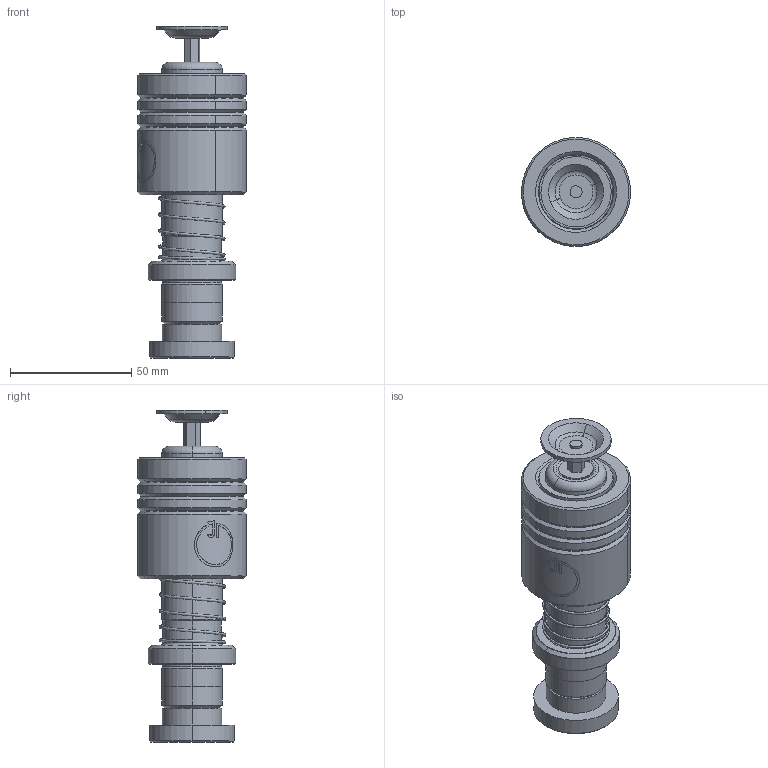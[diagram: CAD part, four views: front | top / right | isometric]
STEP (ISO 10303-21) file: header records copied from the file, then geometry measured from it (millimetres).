
FILE_DESCRIPTION (( 'STEP AP214' ), '1' );
FILE_NAME ('HMSH(HMJH)-D25-L90(BL-50).STEP', '2024-10-09T07:50:50', ( '111' ), ( '21222' ), 'SwSTEP 2.0', 'SolidWorks 2020', '' );
FILE_SCHEMA (( 'AUTOMOTIVE_DESIGN' ));
Length unit declared in the file: millimetre
Products named in the file (12): HMSH(HMJH)-D25-L90(BL-50); GTM-3-縐种; GTM-29; HWP-D27.5-d25.5-L40; DRPM蹟簽D25; GTM-29郪蚾; TBB-D45-d31-L60; DRPM-D25-L80; TBSH-D30.5-25.5-L60郪蚾; BALL-D3; TBSH-30.5-25.5-L60; GTM-M12蹟簽
Assembly tree (208 placements, depth 3):
  HMSH(HMJH)-D25-L90(BL-50)
    DRPM-D25-L80
    DRPM蹟簽D25
    TBB-D45-d31-L60
    TBSH-D30.5-25.5-L60郪蚾
      TBSH-30.5-25.5-L60
      BALL-D3  x198
    HWP-D27.5-d25.5-L40
    GTM-29郪蚾
      GTM-29
      GTM-3-縐种
      GTM-M12蹟簽
Bounding box: 44.91 x 44.87 x 137 mm (x, y, z)
Volume: 112579.1 mm3; surface area: 54465 mm2
Topology: 206 solids, 206 shells, 1010 faces, 4106 edges, 2720 vertices
Faces by surface type: sphere 792, cylinder 68, plane 48, cone 46, torus 32, bspline 24
Entity records: 42889 total; most frequent: CARTESIAN_POINT 25624, ORIENTED_EDGE 3434, DIRECTION 3038, EDGE_CURVE 1717, AXIS2_PLACEMENT_3D 1426, VERTEX_POINT 1116, EDGE_LOOP 1019, B_SPLINE_CURVE_WITH_KNOTS 890
